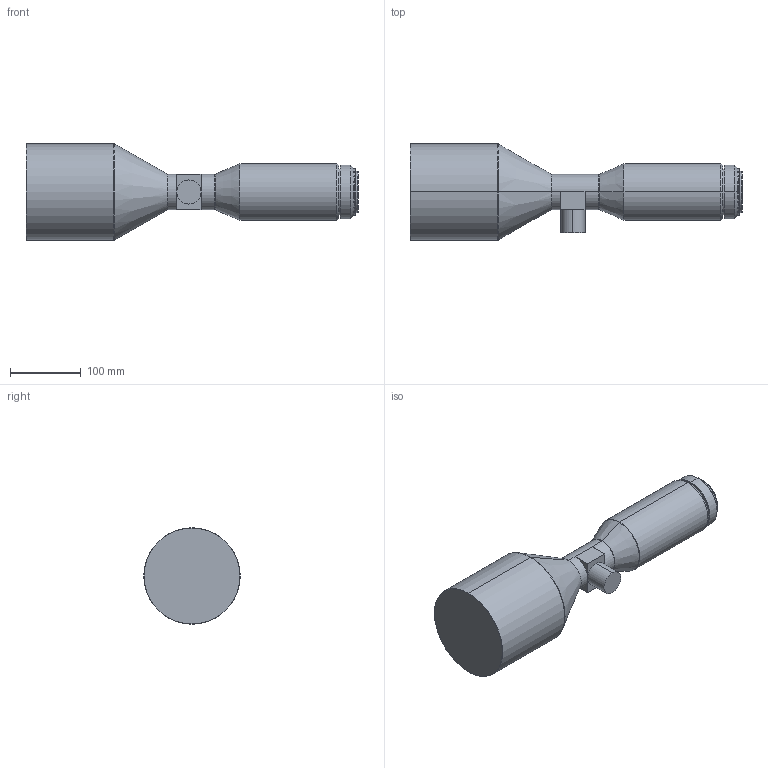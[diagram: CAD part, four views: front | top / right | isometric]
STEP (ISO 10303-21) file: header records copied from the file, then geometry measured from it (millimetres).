
FILE_DESCRIPTION (( 'STEP AP203' ), '1' );
FILE_NAME ('DTCA35F-82C-M58-AL STEPﾍｼ.STEP', '2019-11-12T07:41:04', ( 'Windows ﾓﾃｻｧ' ), ( '' ), 'SwSTEP 2.0', 'SolidWorks 2017', '' );
FILE_SCHEMA (( 'CONFIG_CONTROL_DESIGN' ));
Length unit declared in the file: millimetre
Products named in the file (1): DTCA35F-82C-M58-AL STEPͼ
Bounding box: 468.4 x 136 x 136 mm (x, y, z)
Volume: 3455280.2 mm3; surface area: 163507.6 mm2
Topology: 1 solids, 1 shells, 56 faces, 112 edges, 62 vertices
Faces by surface type: cylinder 19, cone 16, plane 15, torus 6
Entity records: 1513 total; most frequent: DIRECTION 290, CARTESIAN_POINT 231, ORIENTED_EDGE 224, AXIS2_PLACEMENT_3D 121, EDGE_CURVE 112, CIRCLE 64, VERTEX_POINT 62, EDGE_LOOP 60
